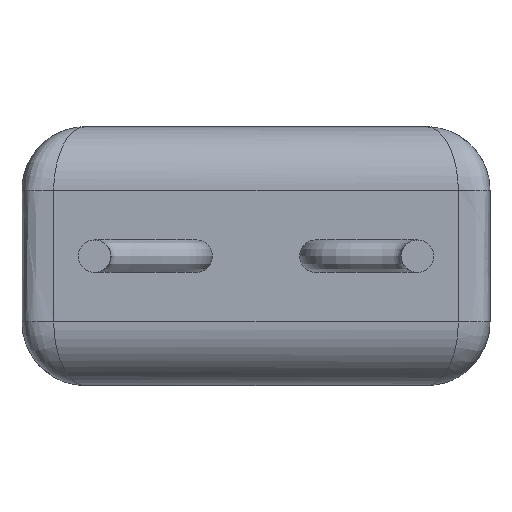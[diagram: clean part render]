
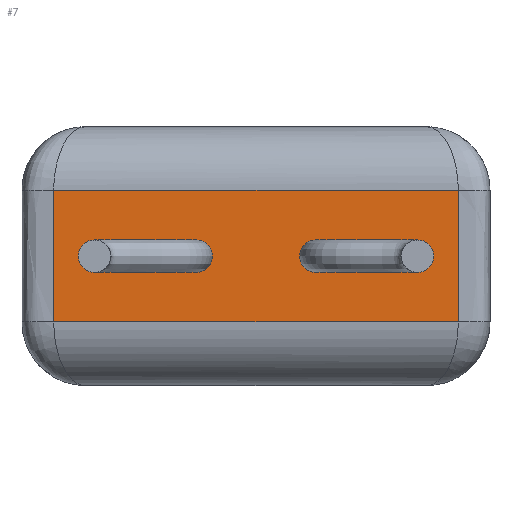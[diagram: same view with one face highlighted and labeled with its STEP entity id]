
A CAD part, front view. The second image highlights one B-rep face of the part: STEP entity #7.
In plain terms, the highlighted planar face has unit normal (0, -1, 0).
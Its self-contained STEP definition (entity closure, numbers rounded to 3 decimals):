
#7 = ADVANCED_FACE ( 'NONE', ( #2758, #244, #2839 ), #3046, .F. ) ;
#81 = DIRECTION ( 'NONE',  ( 0., 1., 0. ) ) ;
#102 = DIRECTION ( 'NONE',  ( 0., 0., -1. ) ) ;
#120 = ORIENTED_EDGE ( 'NONE', *, *, #6450, .T. ) ;
#202 = ORIENTED_EDGE ( 'NONE', *, *, #4073, .T. ) ;
#244 = FACE_OUTER_BOUND ( 'NONE', #3094, .T. ) ;
#483 = DIRECTION ( 'NONE',  ( 0., 0., 1. ) ) ;
#533 = DIRECTION ( 'NONE',  ( 0., -1., 0. ) ) ;
#582 = ORIENTED_EDGE ( 'NONE', *, *, #4965, .F. ) ;
#673 = CIRCLE ( 'NONE', #6479, 0.255 ) ;
#837 = DIRECTION ( 'NONE',  ( 0., 0., -1. ) ) ;
#943 = CARTESIAN_POINT ( 'NONE',  ( 0.5, 0., 2.38 ) ) ;
#962 = CARTESIAN_POINT ( 'NONE',  ( 0.5, 0., 3.07 ) ) ;
#1443 = CARTESIAN_POINT ( 'NONE',  ( 2.74, 0., 1.78 ) ) ;
#1487 = VERTEX_POINT ( 'NONE', #4895 ) ;
#1493 = CARTESIAN_POINT ( 'NONE',  ( 0.5, 0., 1.69 ) ) ;
#1568 = DIRECTION ( 'NONE',  ( 0., -1., 0. ) ) ;
#1700 = AXIS2_PLACEMENT_3D ( 'NONE', #3191, #81, #102 ) ;
#1706 = EDGE_LOOP ( 'NONE', ( #5209, #5293 ) ) ;
#1913 = VERTEX_POINT ( 'NONE', #6038 ) ;
#2037 = VERTEX_POINT ( 'NONE', #3459 ) ;
#2107 = CARTESIAN_POINT ( 'NONE',  ( 4.62, 0., 1.78 ) ) ;
#2111 = CARTESIAN_POINT ( 'NONE',  ( 2.74, 0., 2.035 ) ) ;
#2144 = ORIENTED_EDGE ( 'NONE', *, *, #4708, .T. ) ;
#2305 = B_SPLINE_CURVE_WITH_KNOTS ( 'NONE', 3,
 ( #5071, #5513, #5492, #6002 ),
 .UNSPECIFIED., .F., .F.,
 ( 4, 4 ),
 ( 0.246, 0.754 ),
 .UNSPECIFIED. ) ;
#2319 = EDGE_CURVE ( 'NONE', #4741, #3839, #4853, .T. ) ;
#2357 = CARTESIAN_POINT ( 'NONE',  ( 6.86, 0., 1. ) ) ;
#2380 = VECTOR ( 'NONE', #3400, 1000. ) ;
#2519 = DIRECTION ( 'NONE',  ( 0., 1., 0. ) ) ;
#2550 = DIRECTION ( 'NONE',  ( 0., 0., 1. ) ) ;
#2632 = CARTESIAN_POINT ( 'NONE',  ( 0.5, 0., 3.07 ) ) ;
#2758 = FACE_BOUND ( 'NONE', #1706, .T. ) ;
#2839 = FACE_BOUND ( 'NONE', #3377, .T. ) ;
#2895 = VECTOR ( 'NONE', #5611, 1000. ) ;
#3046 = PLANE ( 'NONE',  #3684 ) ;
#3094 = EDGE_LOOP ( 'NONE', ( #2144, #202, #4955, #120 ) ) ;
#3158 = DIRECTION ( 'NONE',  ( 0., 0., 1. ) ) ;
#3191 = CARTESIAN_POINT ( 'NONE',  ( 4.62, 0., 2.035 ) ) ;
#3362 = AXIS2_PLACEMENT_3D ( 'NONE', #2111, #1568, #3158 ) ;
#3377 = EDGE_LOOP ( 'NONE', ( #5284, #582 ) ) ;
#3400 = DIRECTION ( 'NONE',  ( 1., 0., 0. ) ) ;
#3429 = DIRECTION ( 'NONE',  ( 0., 1., 0. ) ) ;
#3459 = CARTESIAN_POINT ( 'NONE',  ( 6.86, 0., 1. ) ) ;
#3630 = LINE ( 'NONE', #4307, #2895 ) ;
#3684 = AXIS2_PLACEMENT_3D ( 'NONE', #5656, #2519, #483 ) ;
#3839 = VERTEX_POINT ( 'NONE', #2107 ) ;
#3906 = AXIS2_PLACEMENT_3D ( 'NONE', #6490, #3429, #837 ) ;
#4023 = EDGE_CURVE ( 'NONE', #3839, #4741, #5060, .T. ) ;
#4073 = EDGE_CURVE ( 'NONE', #4363, #2037, #5460, .T. ) ;
#4206 = EDGE_CURVE ( 'NONE', #2037, #1487, #2305, .T. ) ;
#4297 = EDGE_CURVE ( 'NONE', #1913, #5130, #673, .T. ) ;
#4307 = CARTESIAN_POINT ( 'NONE',  ( 0., 0., 3.07 ) ) ;
#4363 = VERTEX_POINT ( 'NONE', #6685 ) ;
#4623 = CARTESIAN_POINT ( 'NONE',  ( 2.74, 0., 2.035 ) ) ;
#4646 = CARTESIAN_POINT ( 'NONE',  ( 0.5, 0., 1. ) ) ;
#4708 = EDGE_CURVE ( 'NONE', #4747, #4363, #6094, .T. ) ;
#4741 = VERTEX_POINT ( 'NONE', #5590 ) ;
#4747 = VERTEX_POINT ( 'NONE', #2632 ) ;
#4853 = CIRCLE ( 'NONE', #3906, 0.255 ) ;
#4895 = CARTESIAN_POINT ( 'NONE',  ( 6.86, 0., 3.07 ) ) ;
#4955 = ORIENTED_EDGE ( 'NONE', *, *, #4206, .T. ) ;
#4965 = EDGE_CURVE ( 'NONE', #5130, #1913, #5120, .T. ) ;
#5060 = CIRCLE ( 'NONE', #1700, 0.255 ) ;
#5071 = CARTESIAN_POINT ( 'NONE',  ( 6.86, 0., 1. ) ) ;
#5120 = CIRCLE ( 'NONE', #3362, 0.255 ) ;
#5130 = VERTEX_POINT ( 'NONE', #1443 ) ;
#5209 = ORIENTED_EDGE ( 'NONE', *, *, #2319, .T. ) ;
#5284 = ORIENTED_EDGE ( 'NONE', *, *, #4297, .F. ) ;
#5293 = ORIENTED_EDGE ( 'NONE', *, *, #4023, .T. ) ;
#5460 = LINE ( 'NONE', #2357, #2380 ) ;
#5492 = CARTESIAN_POINT ( 'NONE',  ( 6.86, 0., 2.38 ) ) ;
#5513 = CARTESIAN_POINT ( 'NONE',  ( 6.86, 0., 1.69 ) ) ;
#5590 = CARTESIAN_POINT ( 'NONE',  ( 4.62, 0., 2.29 ) ) ;
#5611 = DIRECTION ( 'NONE',  ( -1., 0., 0. ) ) ;
#5656 = CARTESIAN_POINT ( 'NONE',  ( 0., 0., 4.07 ) ) ;
#6002 = CARTESIAN_POINT ( 'NONE',  ( 6.86, 0., 3.07 ) ) ;
#6038 = CARTESIAN_POINT ( 'NONE',  ( 2.74, 0., 2.29 ) ) ;
#6094 = B_SPLINE_CURVE_WITH_KNOTS ( 'NONE', 3,
 ( #962, #943, #1493, #4646 ),
 .UNSPECIFIED., .F., .F.,
 ( 4, 4 ),
 ( 0.246, 0.754 ),
 .UNSPECIFIED. ) ;
#6450 = EDGE_CURVE ( 'NONE', #1487, #4747, #3630, .T. ) ;
#6479 = AXIS2_PLACEMENT_3D ( 'NONE', #4623, #533, #2550 ) ;
#6490 = CARTESIAN_POINT ( 'NONE',  ( 4.62, 0., 2.035 ) ) ;
#6685 = CARTESIAN_POINT ( 'NONE',  ( 0.5, 0., 1. ) ) ;
